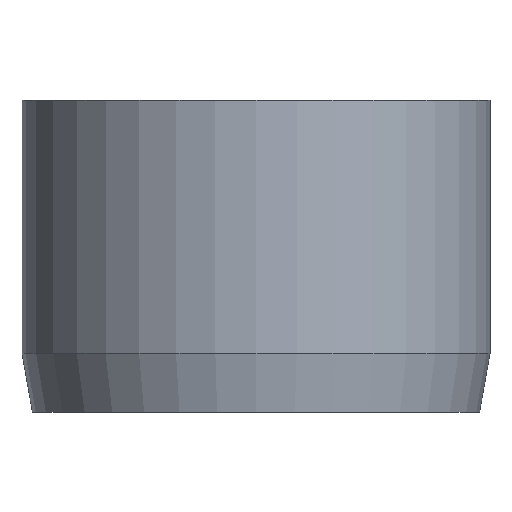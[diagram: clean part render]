
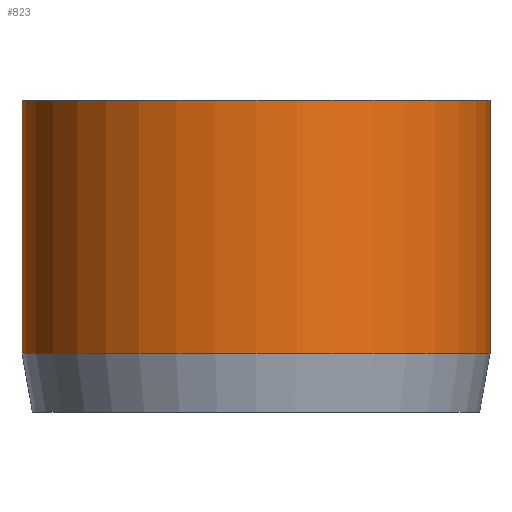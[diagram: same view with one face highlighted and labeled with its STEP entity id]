
A CAD part, front view. The second image highlights one B-rep face of the part: STEP entity #823.
In plain terms, the highlighted cylindrical face has radius 6 mm (diameter 12 mm), a partial arc.
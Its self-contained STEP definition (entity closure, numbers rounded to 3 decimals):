
#16 = CARTESIAN_POINT ( 'NONE',  ( 6., 0., 8. ) ) ;
#20 = EDGE_CURVE ( 'NONE', #826, #598, #544, .T. ) ;
#63 = CARTESIAN_POINT ( 'NONE',  ( 0., 0., 8. ) ) ;
#89 = VERTEX_POINT ( 'NONE', #778 ) ;
#97 = FACE_OUTER_BOUND ( 'NONE', #352, .T. ) ;
#119 = DIRECTION ( 'NONE',  ( 0., 0., -1. ) ) ;
#147 = ORIENTED_EDGE ( 'NONE', *, *, #1040, .F. ) ;
#156 = DIRECTION ( 'NONE',  ( 1., 0., 0. ) ) ;
#170 = VERTEX_POINT ( 'NONE', #16 ) ;
#215 = DIRECTION ( 'NONE',  ( 0., 0., -1. ) ) ;
#285 = VECTOR ( 'NONE', #942, 1000. ) ;
#287 = ORIENTED_EDGE ( 'NONE', *, *, #572, .F. ) ;
#329 = DIRECTION ( 'NONE',  ( 1., 0., 0. ) ) ;
#330 = CARTESIAN_POINT ( 'NONE',  ( -6., 0., 8. ) ) ;
#352 = EDGE_LOOP ( 'NONE', ( #287, #147, #1095, #1106 ) ) ;
#380 = DIRECTION ( 'NONE',  ( 0., 0., 1. ) ) ;
#395 = AXIS2_PLACEMENT_3D ( 'NONE', #491, #215, #659 ) ;
#467 = CARTESIAN_POINT ( 'NONE',  ( 0., 0., 1.5 ) ) ;
#473 = AXIS2_PLACEMENT_3D ( 'NONE', #467, #380, #329 ) ;
#491 = CARTESIAN_POINT ( 'NONE',  ( 0., 0., 8. ) ) ;
#544 = CIRCLE ( 'NONE', #473, 6. ) ;
#552 = CYLINDRICAL_SURFACE ( 'NONE', #395, 6. ) ;
#572 = EDGE_CURVE ( 'NONE', #170, #598, #969, .T. ) ;
#598 = VERTEX_POINT ( 'NONE', #1098 ) ;
#658 = CARTESIAN_POINT ( 'NONE',  ( 6., 0., 8. ) ) ;
#659 = DIRECTION ( 'NONE',  ( -1., 0., 0. ) ) ;
#698 = DIRECTION ( 'NONE',  ( 0., 0., 1. ) ) ;
#729 = LINE ( 'NONE', #330, #285 ) ;
#744 = VECTOR ( 'NONE', #119, 1000. ) ;
#778 = CARTESIAN_POINT ( 'NONE',  ( -6., 0., 8. ) ) ;
#823 = ADVANCED_FACE ( 'NONE', ( #97 ), #552, .T. ) ;
#826 = VERTEX_POINT ( 'NONE', #1007 ) ;
#884 = CIRCLE ( 'NONE', #1037, 6. ) ;
#920 = EDGE_CURVE ( 'NONE', #89, #826, #729, .T. ) ;
#942 = DIRECTION ( 'NONE',  ( 0., 0., -1. ) ) ;
#969 = LINE ( 'NONE', #658, #744 ) ;
#1007 = CARTESIAN_POINT ( 'NONE',  ( -6., 0., 1.5 ) ) ;
#1037 = AXIS2_PLACEMENT_3D ( 'NONE', #63, #698, #156 ) ;
#1040 = EDGE_CURVE ( 'NONE', #89, #170, #884, .T. ) ;
#1095 = ORIENTED_EDGE ( 'NONE', *, *, #920, .T. ) ;
#1098 = CARTESIAN_POINT ( 'NONE',  ( 6., 0., 1.5 ) ) ;
#1106 = ORIENTED_EDGE ( 'NONE', *, *, #20, .T. ) ;
